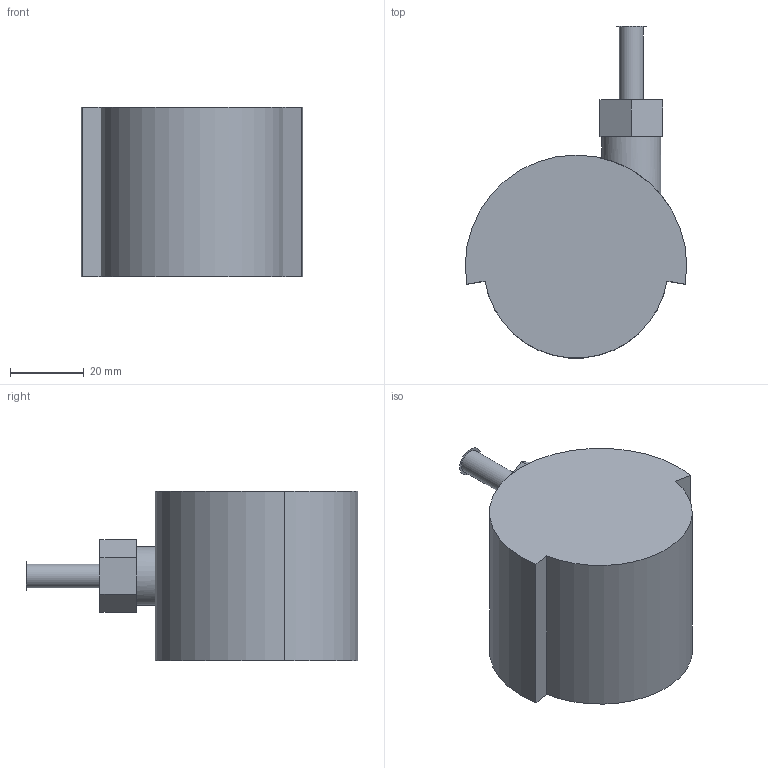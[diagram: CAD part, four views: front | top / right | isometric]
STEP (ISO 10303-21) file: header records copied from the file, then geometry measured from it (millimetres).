
FILE_DESCRIPTION(/* description */ (''),/* implementation_level */ '2;1');
FILE_NAME(/* name */ '144005',/* time_stamp */ '2014-10-06T15:53:22+02:00',/* author */ (''),/* organization */ (''),/* preprocessor_version */ 'ST-DEVELOPER v14',/* originating_system */ 'HiCAD 2013 1802.4 Build 509',/* authorisation */ '');
FILE_SCHEMA (('AUTOMOTIVE_DESIGN { 1 0 10303 214 1 1 1 1 }'));
Length unit declared in the file: millimetre
Products named in the file (2): Root; 144005Meubelwiel diam 50 M8 x 20BOIKON
Assembly tree (1 placements, depth 2):
  Root
    144005Meubelwiel diam 50 M8 x 20BOIKON
Bounding box: 60 x 89.91 x 46 mm (x, y, z)
Volume: 117370.3 mm3; surface area: 14952.6 mm2
Topology: 1 solids, 1 shells, 19 faces, 42 edges, 29 vertices
Faces by surface type: plane 14, cylinder 4, cone 1
Full cylindrical faces by diameter (mm): 6.466 x1, 16 x1
Entity records: 1684 total; most frequent: CARTESIAN_POINT 881, DIRECTION 82, PRESENTATION_STYLE_ASSIGNMENT 75, COLOUR_RGB 75, DRAUGHTING_PRE_DEFINED_CURVE_FONT 74, CURVE_STYLE 74, OVER_RIDING_STYLED_ITEM 74, ORIENTED_EDGE 74
